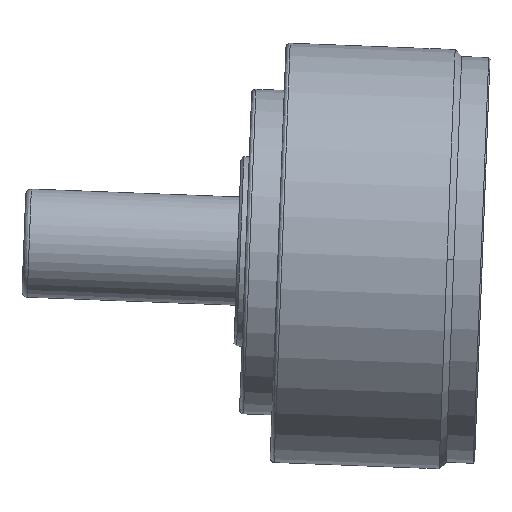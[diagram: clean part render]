
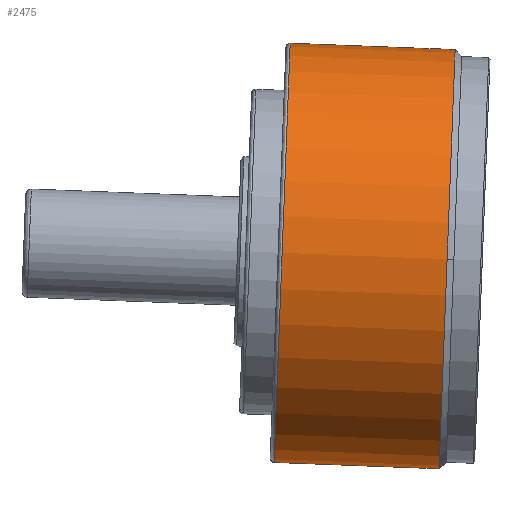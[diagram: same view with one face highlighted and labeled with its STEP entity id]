
A CAD part, front view. The second image highlights one B-rep face of the part: STEP entity #2475.
In plain terms, the highlighted cylindrical face has radius 77.5 mm (diameter 155 mm), a partial arc.
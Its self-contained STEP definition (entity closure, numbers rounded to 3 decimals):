
#108 = CARTESIAN_POINT ( 'NONE',  ( 0., -77.5, 74.5 ) ) ;
#236 = DIRECTION ( 'NONE',  ( 1., 0., 0. ) ) ;
#288 = DIRECTION ( 'NONE',  ( 0., 0., 1. ) ) ;
#428 = CARTESIAN_POINT ( 'NONE',  ( 0., 0., 13.5 ) ) ;
#679 = VERTEX_POINT ( 'NONE', #2481 ) ;
#693 = DIRECTION ( 'NONE',  ( 1., 0., 0. ) ) ;
#795 = AXIS2_PLACEMENT_3D ( 'NONE', #2409, #2061, #1798 ) ;
#984 = DIRECTION ( 'NONE',  ( 0., 0., -1. ) ) ;
#1234 = AXIS2_PLACEMENT_3D ( 'NONE', #428, #288, #236 ) ;
#1322 = VERTEX_POINT ( 'NONE', #4672 ) ;
#1663 = DIRECTION ( 'NONE',  ( 1., 0., 0. ) ) ;
#1682 = DIRECTION ( 'NONE',  ( 0., 0., -1. ) ) ;
#1689 = DIRECTION ( 'NONE',  ( 0., 0., 1. ) ) ;
#1702 = CARTESIAN_POINT ( 'NONE',  ( 0., 0., 74.5 ) ) ;
#1776 = ORIENTED_EDGE ( 'NONE', *, *, #4220, .T. ) ;
#1798 = DIRECTION ( 'NONE',  ( 1., 0., 0. ) ) ;
#1886 = CARTESIAN_POINT ( 'NONE',  ( 77.5, 0., 0. ) ) ;
#1997 = CYLINDRICAL_SURFACE ( 'NONE', #795, 77.5 ) ;
#2061 = DIRECTION ( 'NONE',  ( 0., 0., 1. ) ) ;
#2240 = AXIS2_PLACEMENT_3D ( 'NONE', #6311, #984, #693 ) ;
#2409 = CARTESIAN_POINT ( 'NONE',  ( 0., 0., 0. ) ) ;
#2419 = ORIENTED_EDGE ( 'NONE', *, *, #4054, .T. ) ;
#2456 = CARTESIAN_POINT ( 'NONE',  ( 77.5, 0., 74.5 ) ) ;
#2475 = ADVANCED_FACE ( 'NONE', ( #5079 ), #1997, .T. ) ;
#2481 = CARTESIAN_POINT ( 'NONE',  ( -77.5, 0., 74.5 ) ) ;
#2750 = AXIS2_PLACEMENT_3D ( 'NONE', #1702, #1682, #1663 ) ;
#2858 = VERTEX_POINT ( 'NONE', #5359 ) ;
#2895 = ORIENTED_EDGE ( 'NONE', *, *, #4263, .T. ) ;
#3590 = CIRCLE ( 'NONE', #2240, 77.5 ) ;
#3749 = ORIENTED_EDGE ( 'NONE', *, *, #4314, .F. ) ;
#3782 = VECTOR ( 'NONE', #5671, 1000. ) ;
#4054 = EDGE_CURVE ( 'NONE', #5717, #679, #5649, .T. ) ;
#4090 = CIRCLE ( 'NONE', #1234, 77.5 ) ;
#4220 = EDGE_CURVE ( 'NONE', #4775, #5717, #3590, .T. ) ;
#4263 = EDGE_CURVE ( 'NONE', #2858, #4775, #4568, .T. ) ;
#4314 = EDGE_CURVE ( 'NONE', #1322, #679, #4903, .T. ) ;
#4397 = EDGE_CURVE ( 'NONE', #1322, #2858, #4090, .T. ) ;
#4568 = LINE ( 'NONE', #1886, #4987 ) ;
#4672 = CARTESIAN_POINT ( 'NONE',  ( -77.5, 0., 13.5 ) ) ;
#4775 = VERTEX_POINT ( 'NONE', #2456 ) ;
#4903 = LINE ( 'NONE', #6105, #3782 ) ;
#4987 = VECTOR ( 'NONE', #1689, 1000. ) ;
#5079 = FACE_OUTER_BOUND ( 'NONE', #5547, .T. ) ;
#5359 = CARTESIAN_POINT ( 'NONE',  ( 77.5, 0., 13.5 ) ) ;
#5547 = EDGE_LOOP ( 'NONE', ( #3749, #5597, #2895, #1776, #2419 ) ) ;
#5597 = ORIENTED_EDGE ( 'NONE', *, *, #4397, .T. ) ;
#5649 = CIRCLE ( 'NONE', #2750, 77.5 ) ;
#5671 = DIRECTION ( 'NONE',  ( 0., 0., 1. ) ) ;
#5717 = VERTEX_POINT ( 'NONE', #108 ) ;
#6105 = CARTESIAN_POINT ( 'NONE',  ( -77.5, 0., 0. ) ) ;
#6311 = CARTESIAN_POINT ( 'NONE',  ( 0., 0., 74.5 ) ) ;
